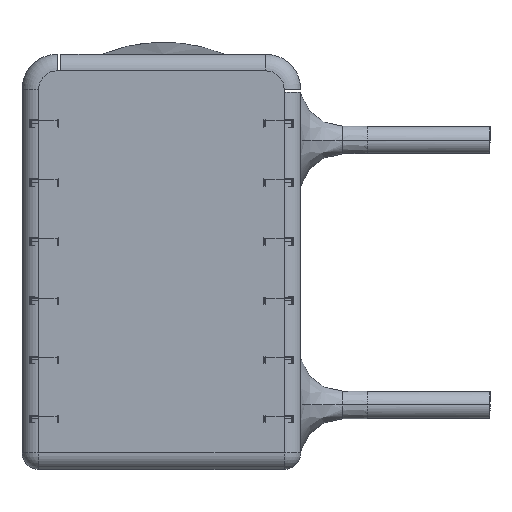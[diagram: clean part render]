
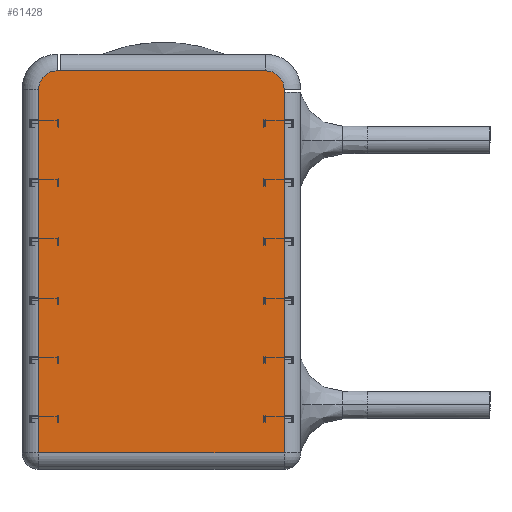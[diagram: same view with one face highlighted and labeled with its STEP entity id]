
A CAD part, left-side view. The second image highlights one B-rep face of the part: STEP entity #61428.
In plain terms, the highlighted planar face has unit normal (-1, 0, 0).
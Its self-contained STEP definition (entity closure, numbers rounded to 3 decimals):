
#3124 = DIRECTION ( 'NONE',  ( 0., 0., 1. ) ) ;
#3304 = VERTEX_POINT ( 'NONE', #7155 ) ;
#3486 = EDGE_CURVE ( 'NONE', #22195, #3706, #21082, .T. ) ;
#3706 = VERTEX_POINT ( 'NONE', #74703 ) ;
#4730 = CIRCLE ( 'NONE', #33889, 20. ) ;
#6863 = EDGE_CURVE ( 'NONE', #64339, #61343, #13706, .T. ) ;
#7155 = CARTESIAN_POINT ( 'NONE',  ( -1067.3, 246., 227.5 ) ) ;
#7712 = AXIS2_PLACEMENT_3D ( 'NONE', #9795, #26948, #22182 ) ;
#7952 = CARTESIAN_POINT ( 'NONE',  ( -1067.3, 266., -186.5 ) ) ;
#9795 = CARTESIAN_POINT ( 'NONE',  ( -1067.3, 133., 11.5 ) ) ;
#11396 = VECTOR ( 'NONE', #40439, 1000. ) ;
#12913 = ORIENTED_EDGE ( 'NONE', *, *, #70234, .T. ) ;
#13682 = EDGE_CURVE ( 'NONE', #22195, #61343, #21809, .T. ) ;
#13706 = LINE ( 'NONE', #74603, #46057 ) ;
#14028 = LINE ( 'NONE', #68910, #77233 ) ;
#15382 = DIRECTION ( 'NONE',  ( -1., 0., 0. ) ) ;
#16681 = CIRCLE ( 'NONE', #61100, 20. ) ;
#18766 = VECTOR ( 'NONE', #3124, 1000. ) ;
#21082 = LINE ( 'NONE', #58796, #18766 ) ;
#21809 = LINE ( 'NONE', #76707, #11396 ) ;
#22182 = DIRECTION ( 'NONE',  ( 0., 0., -1. ) ) ;
#22195 = VERTEX_POINT ( 'NONE', #7952 ) ;
#25007 = EDGE_LOOP ( 'NONE', ( #53348, #52634, #54218, #55066, #54743, #12913 ) ) ;
#25450 = EDGE_CURVE ( 'NONE', #3304, #45296, #14028, .T. ) ;
#26948 = DIRECTION ( 'NONE',  ( 1., 0., 0. ) ) ;
#30166 = DIRECTION ( 'NONE',  ( -1., 0., 0. ) ) ;
#33889 = AXIS2_PLACEMENT_3D ( 'NONE', #78348, #30166, #54422 ) ;
#34048 = FACE_OUTER_BOUND ( 'NONE', #25007, .T. ) ;
#39622 = DIRECTION ( 'NONE',  ( 0., 0., -1. ) ) ;
#40439 = DIRECTION ( 'NONE',  ( 0., -1., 0. ) ) ;
#42122 = CARTESIAN_POINT ( 'NONE',  ( -1067.3, 0., 207.5 ) ) ;
#45296 = VERTEX_POINT ( 'NONE', #63039 ) ;
#45814 = DIRECTION ( 'NONE',  ( 0., -1., 0. ) ) ;
#46057 = VECTOR ( 'NONE', #62609, 1000. ) ;
#46400 = PLANE ( 'NONE',  #7712 ) ;
#47166 = EDGE_CURVE ( 'NONE', #64339, #45296, #16681, .T. ) ;
#52634 = ORIENTED_EDGE ( 'NONE', *, *, #13682, .T. ) ;
#53348 = ORIENTED_EDGE ( 'NONE', *, *, #3486, .F. ) ;
#54218 = ORIENTED_EDGE ( 'NONE', *, *, #6863, .F. ) ;
#54422 = DIRECTION ( 'NONE',  ( 0., 0., -1. ) ) ;
#54743 = ORIENTED_EDGE ( 'NONE', *, *, #25450, .F. ) ;
#55066 = ORIENTED_EDGE ( 'NONE', *, *, #47166, .T. ) ;
#58796 = CARTESIAN_POINT ( 'NONE',  ( -1067.3, 266., -204.5 ) ) ;
#61100 = AXIS2_PLACEMENT_3D ( 'NONE', #69873, #15382, #39622 ) ;
#61343 = VERTEX_POINT ( 'NONE', #67924 ) ;
#61428 = ADVANCED_FACE ( 'NONE', ( #34048 ), #46400, .F. ) ;
#62609 = DIRECTION ( 'NONE',  ( 0., 0., -1. ) ) ;
#63039 = CARTESIAN_POINT ( 'NONE',  ( -1067.3, 20., 227.5 ) ) ;
#64339 = VERTEX_POINT ( 'NONE', #42122 ) ;
#67924 = CARTESIAN_POINT ( 'NONE',  ( -1067.3, 0., -186.5 ) ) ;
#68910 = CARTESIAN_POINT ( 'NONE',  ( -1067.3, 0., 227.5 ) ) ;
#69873 = CARTESIAN_POINT ( 'NONE',  ( -1067.3, 20., 207.5 ) ) ;
#70234 = EDGE_CURVE ( 'NONE', #3304, #3706, #4730, .T. ) ;
#74603 = CARTESIAN_POINT ( 'NONE',  ( -1067.3, 0., -204.5 ) ) ;
#74703 = CARTESIAN_POINT ( 'NONE',  ( -1067.3, 266., 207.5 ) ) ;
#76707 = CARTESIAN_POINT ( 'NONE',  ( -1067.3, 133., -186.5 ) ) ;
#77233 = VECTOR ( 'NONE', #45814, 1000. ) ;
#78348 = CARTESIAN_POINT ( 'NONE',  ( -1067.3, 246., 207.5 ) ) ;
